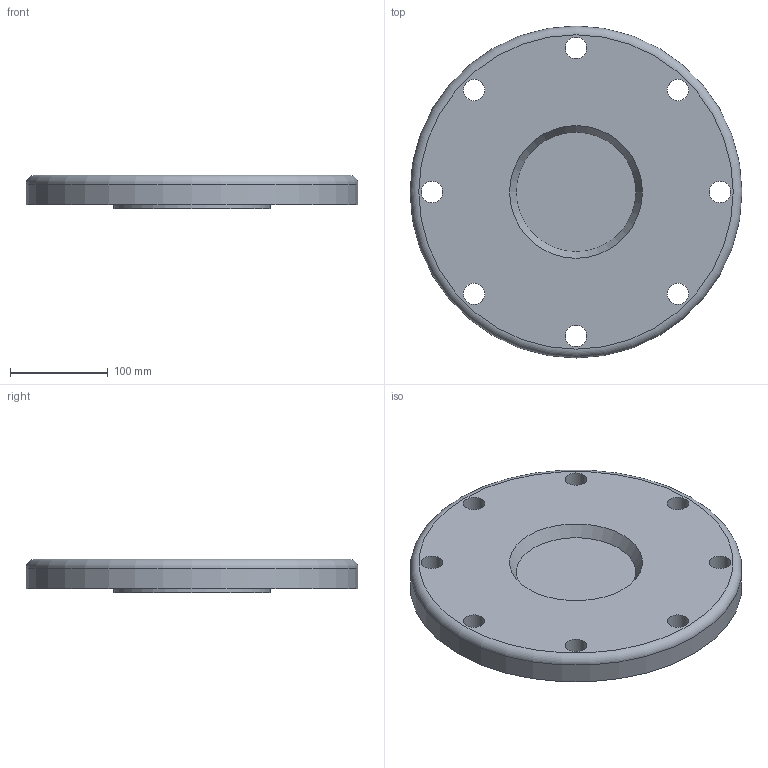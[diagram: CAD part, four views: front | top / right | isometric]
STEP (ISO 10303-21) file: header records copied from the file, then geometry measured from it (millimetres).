
FILE_DESCRIPTION(/* description */ ('Blind Flange - Raised/serrated faces for flat gaskets, FCV, d = 200-225 mm'),/* implementation_level */ '2;1');
FILE_NAME(/* name */ 'FCV200.ipt.stp',/* time_stamp */ '2013-10-01T14:40:03+02:00',/* author */ ('TraceParts'),/* organization */ ('TraceParts S.A.'),/* preprocessor_version */ 'ST-DEVELOPER v15.2',/* originating_system */ 'Autodesk Inventor 2014',/* authorisation */ '');
FILE_SCHEMA (('AUTOMOTIVE_DESIGN { 1 0 10303 214 3 1 1 }'));
Length unit declared in the file: millimetre
Products named in the file (1): FCV200
Bounding box: 340 x 340 x 34.25 mm (x, y, z)
Volume: 2511936.9 mm3; surface area: 235575.1 mm2
Topology: 1 solids, 1 shells, 28 faces, 53 edges, 35 vertices
Faces by surface type: cylinder 16, plane 10, cone 1, torus 1
Full cylindrical faces by diameter (mm): 22 x8, 108.8 x1, 117.3 x1, 125.8 x1, 134.3 x1, 142.8 x1, 151.3 x1, 159.8 x1, 340 x1
Entity records: 687 total; most frequent: DIRECTION 128, CARTESIAN_POINT 99, EDGE_LOOP 70, ORIENTED_EDGE 70, AXIS2_PLACEMENT_3D 64, FACE_BOUND 50, CIRCLE 35, VERTEX_POINT 35
